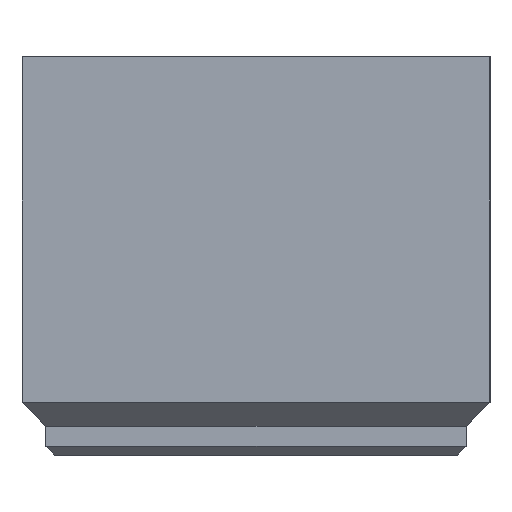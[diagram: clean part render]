
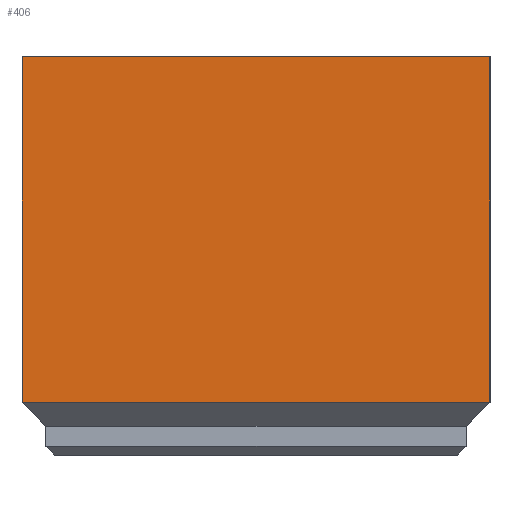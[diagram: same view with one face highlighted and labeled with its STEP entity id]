
A CAD part, left-side view. The second image highlights one B-rep face of the part: STEP entity #406.
In plain terms, the highlighted planar face has unit normal (-1, 0, 0).
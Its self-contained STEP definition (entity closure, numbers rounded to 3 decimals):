
#97 = VERTEX_POINT('',#98);
#98 = CARTESIAN_POINT('',(-42.,-42.,35.75));
#104 = EDGE_CURVE('',#105,#97,#107,.T.);
#105 = VERTEX_POINT('',#106);
#106 = CARTESIAN_POINT('',(-42.,-42.,4.75));
#107 = LINE('',#108,#109);
#108 = CARTESIAN_POINT('',(-42.,-42.,5.75));
#109 = VECTOR('',#110,1.);
#110 = DIRECTION('',(0.,0.,1.));
#284 = EDGE_CURVE('',#285,#97,#287,.T.);
#285 = VERTEX_POINT('',#286);
#286 = CARTESIAN_POINT('',(-42.,0.,35.75));
#287 = LINE('',#288,#289);
#288 = CARTESIAN_POINT('',(-42.,0.,35.75));
#289 = VECTOR('',#290,1.);
#290 = DIRECTION('',(-0.,-1.,0.));
#406 = ADVANCED_FACE('',(#407),#425,.T.);
#407 = FACE_BOUND('',#408,.T.);
#408 = EDGE_LOOP('',(#409,#417,#423,#424));
#409 = ORIENTED_EDGE('',*,*,#410,.F.);
#410 = EDGE_CURVE('',#411,#285,#413,.T.);
#411 = VERTEX_POINT('',#412);
#412 = CARTESIAN_POINT('',(-42.,0.,4.75));
#413 = LINE('',#414,#415);
#414 = CARTESIAN_POINT('',(-42.,0.,4.75));
#415 = VECTOR('',#416,1.);
#416 = DIRECTION('',(0.,0.,1.));
#417 = ORIENTED_EDGE('',*,*,#418,.T.);
#418 = EDGE_CURVE('',#411,#105,#419,.T.);
#419 = LINE('',#420,#421);
#420 = CARTESIAN_POINT('',(-42.,0.,4.75));
#421 = VECTOR('',#422,1.);
#422 = DIRECTION('',(0.,-1.,0.));
#423 = ORIENTED_EDGE('',*,*,#104,.T.);
#424 = ORIENTED_EDGE('',*,*,#284,.F.);
#425 = PLANE('',#426);
#426 = AXIS2_PLACEMENT_3D('',#427,#428,#429);
#427 = CARTESIAN_POINT('',(-42.,-21.,20.25));
#428 = DIRECTION('',(-1.,0.,0.));
#429 = DIRECTION('',(0.,0.,-1.));
